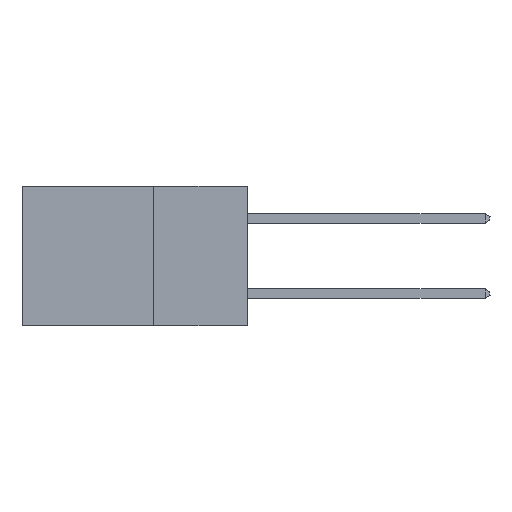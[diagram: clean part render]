
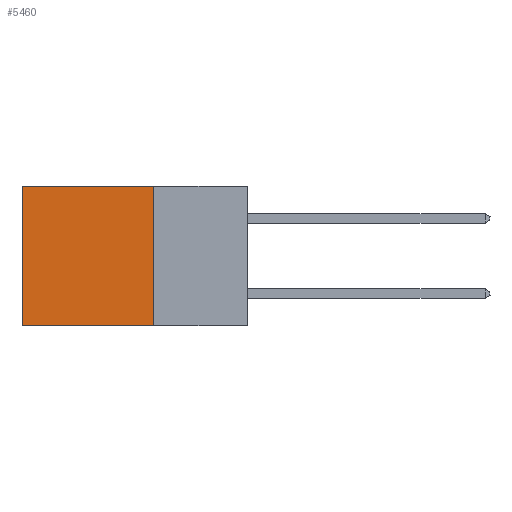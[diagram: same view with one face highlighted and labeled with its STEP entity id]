
A CAD part, left-side view. The second image highlights one B-rep face of the part: STEP entity #5460.
In plain terms, the highlighted planar face has unit normal (-1, 0, 0).
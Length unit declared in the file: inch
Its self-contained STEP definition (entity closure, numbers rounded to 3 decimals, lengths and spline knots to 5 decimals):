
#286 = DIRECTION ( 'NONE',  ( 0., 0., -1. ) ) ;
#485 = CARTESIAN_POINT ( 'NONE',  ( 0.298, 0.6, 0. ) ) ;
#671 = EDGE_CURVE ( 'NONE', #4060, #11125, #3505, .T. ) ;
#769 = VERTEX_POINT ( 'NONE', #6941 ) ;
#1204 = VECTOR ( 'NONE', #7182, 39.37008 ) ;
#1343 = ORIENTED_EDGE ( 'NONE', *, *, #2831, .F. ) ;
#1705 = EDGE_CURVE ( 'NONE', #11125, #769, #9073, .T. ) ;
#1978 = CARTESIAN_POINT ( 'NONE',  ( 0.298, 0.25, 0. ) ) ;
#2216 = CARTESIAN_POINT ( 'NONE',  ( 0.298, 0.25, -0.37 ) ) ;
#2831 = EDGE_CURVE ( 'NONE', #4060, #11037, #7138, .T. ) ;
#3120 = ORIENTED_EDGE ( 'NONE', *, *, #1705, .T. ) ;
#3505 = LINE ( 'NONE', #7955, #1204 ) ;
#4060 = VERTEX_POINT ( 'NONE', #8506 ) ;
#4289 = DIRECTION ( 'NONE',  ( 0., 0., -1. ) ) ;
#4524 = LINE ( 'NONE', #5123, #9455 ) ;
#5095 = VECTOR ( 'NONE', #10206, 39.37008 ) ;
#5123 = CARTESIAN_POINT ( 'NONE',  ( 0.298, 0.25, -0.37 ) ) ;
#5290 = AXIS2_PLACEMENT_3D ( 'NONE', #1978, #10702, #286 ) ;
#5418 = CARTESIAN_POINT ( 'NONE',  ( 0.298, 0.6, 0. ) ) ;
#5460 = ADVANCED_FACE ( 'NONE', ( #8040 ), #9774, .F. ) ;
#6364 = ORIENTED_EDGE ( 'NONE', *, *, #11219, .F. ) ;
#6941 = CARTESIAN_POINT ( 'NONE',  ( 0.298, 0.6, -0.37 ) ) ;
#7138 = LINE ( 'NONE', #9310, #5095 ) ;
#7182 = DIRECTION ( 'NONE',  ( 0., 1., 0. ) ) ;
#7955 = CARTESIAN_POINT ( 'NONE',  ( 0.298, 0.25, 0. ) ) ;
#8040 = FACE_OUTER_BOUND ( 'NONE', #10277, .T. ) ;
#8506 = CARTESIAN_POINT ( 'NONE',  ( 0.298, 0.25, 0. ) ) ;
#9073 = LINE ( 'NONE', #485, #9221 ) ;
#9221 = VECTOR ( 'NONE', #4289, 39.37008 ) ;
#9310 = CARTESIAN_POINT ( 'NONE',  ( 0.298, 0.25, 0. ) ) ;
#9455 = VECTOR ( 'NONE', #9485, 39.37008 ) ;
#9485 = DIRECTION ( 'NONE',  ( 0., 1., 0. ) ) ;
#9774 = PLANE ( 'NONE',  #5290 ) ;
#10066 = ORIENTED_EDGE ( 'NONE', *, *, #671, .T. ) ;
#10206 = DIRECTION ( 'NONE',  ( 0., 0., -1. ) ) ;
#10277 = EDGE_LOOP ( 'NONE', ( #3120, #6364, #1343, #10066 ) ) ;
#10702 = DIRECTION ( 'NONE',  ( 1., 0., 0. ) ) ;
#11037 = VERTEX_POINT ( 'NONE', #2216 ) ;
#11125 = VERTEX_POINT ( 'NONE', #5418 ) ;
#11219 = EDGE_CURVE ( 'NONE', #11037, #769, #4524, .T. ) ;
